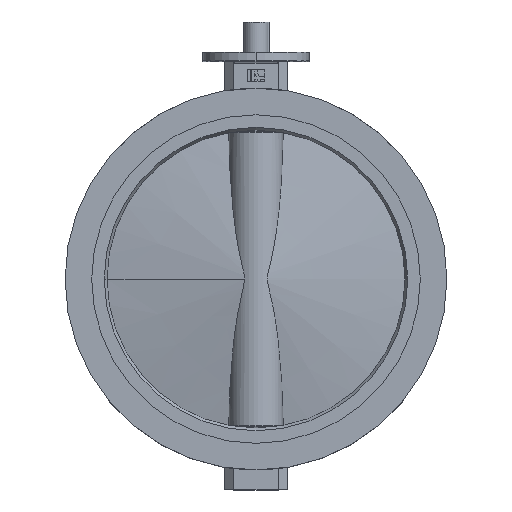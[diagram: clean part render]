
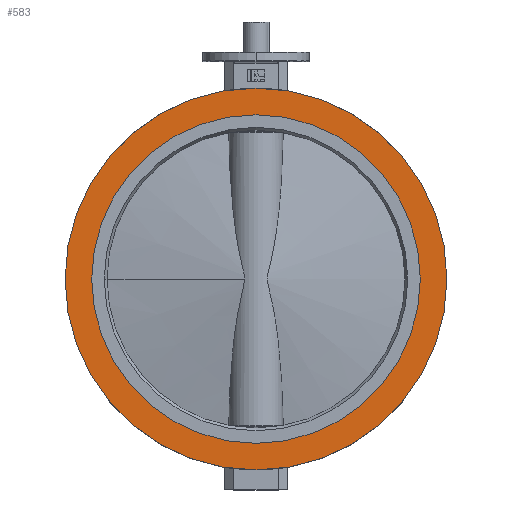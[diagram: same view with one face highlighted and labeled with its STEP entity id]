
A CAD part, top view. The second image highlights one B-rep face of the part: STEP entity #583.
In plain terms, the highlighted planar face has unit normal (0, 0, 1).
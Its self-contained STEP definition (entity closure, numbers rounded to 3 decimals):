
#500 = AXIS2_PLACEMENT_3D ( 'NONE', #5709, #5710, #5711 ) ;
#520 = AXIS2_PLACEMENT_3D ( 'NONE', #3842, #3843, #3844 ) ;
#583 = ADVANCED_FACE ( 'NONE', ( #4290, #4295 ), #3564, .F. ) ;
#721 = VERTEX_POINT ( 'NONE', #4852 ) ;
#751 = EDGE_LOOP ( 'NONE', ( #2431, #2432 ) ) ;
#756 = EDGE_LOOP ( 'NONE', ( #2429, #2430 ) ) ;
#1474 = AXIS2_PLACEMENT_3D ( 'NONE', #3569, #3567, #3562 ) ;
#1932 = EDGE_CURVE ( 'NONE', #721, #2359, #2577, .T. ) ;
#2039 = EDGE_CURVE ( 'NONE', #2359, #721, #2775, .T. ) ;
#2274 = VERTEX_POINT ( 'NONE', #3941 ) ;
#2298 = VERTEX_POINT ( 'NONE', #3970 ) ;
#2359 = VERTEX_POINT ( 'NONE', #4031 ) ;
#2429 = ORIENTED_EDGE ( 'NONE', *, *, #1932, .T. ) ;
#2430 = ORIENTED_EDGE ( 'NONE', *, *, #2039, .T. ) ;
#2431 = ORIENTED_EDGE ( 'NONE', *, *, #6251, .T. ) ;
#2432 = ORIENTED_EDGE ( 'NONE', *, *, #6287, .T. ) ;
#2577 = CIRCLE ( 'NONE', #500, 540. ) ;
#2775 = CIRCLE ( 'NONE', #520, 540. ) ;
#2940 = CIRCLE ( 'NONE', #5763, 627.5 ) ;
#3153 = CARTESIAN_POINT ( 'NONE',  ( 0., 0., 109. ) ) ;
#3154 = DIRECTION ( 'NONE',  ( 0., 0., 1. ) ) ;
#3155 = DIRECTION ( 'NONE',  ( 1., 0., 0. ) ) ;
#3246 = CARTESIAN_POINT ( 'NONE',  ( 0., 0., 109. ) ) ;
#3247 = DIRECTION ( 'NONE',  ( 0., 0., 1. ) ) ;
#3248 = DIRECTION ( 'NONE',  ( 1., 0., 0. ) ) ;
#3562 = DIRECTION ( 'NONE',  ( -1., 0., 0. ) ) ;
#3564 = PLANE ( 'NONE',  #1474 ) ;
#3567 = DIRECTION ( 'NONE',  ( 0., 0., -1. ) ) ;
#3569 = CARTESIAN_POINT ( 'NONE',  ( 574.718, -30., 109. ) ) ;
#3842 = CARTESIAN_POINT ( 'NONE',  ( 0., 0., 109. ) ) ;
#3843 = DIRECTION ( 'NONE',  ( 0., 0., -1. ) ) ;
#3844 = DIRECTION ( 'NONE',  ( -1., 0., 0. ) ) ;
#3941 = CARTESIAN_POINT ( 'NONE',  ( -627.5, 0., 109. ) ) ;
#3970 = CARTESIAN_POINT ( 'NONE',  ( 627.5, 0., 109. ) ) ;
#4031 = CARTESIAN_POINT ( 'NONE',  ( -540., 0., 109. ) ) ;
#4290 = FACE_BOUND ( 'NONE', #756, .T. ) ;
#4295 = FACE_OUTER_BOUND ( 'NONE', #751, .T. ) ;
#4852 = CARTESIAN_POINT ( 'NONE',  ( 540., 0., 109. ) ) ;
#5709 = CARTESIAN_POINT ( 'NONE',  ( 0., 0., 109. ) ) ;
#5710 = DIRECTION ( 'NONE',  ( 0., 0., -1. ) ) ;
#5711 = DIRECTION ( 'NONE',  ( -1., 0., 0. ) ) ;
#5763 = AXIS2_PLACEMENT_3D ( 'NONE', #3153, #3154, #3155 ) ;
#5769 = AXIS2_PLACEMENT_3D ( 'NONE', #3246, #3247, #3248 ) ;
#5830 = CIRCLE ( 'NONE', #5769, 627.5 ) ;
#6251 = EDGE_CURVE ( 'NONE', #2274, #2298, #2940, .T. ) ;
#6287 = EDGE_CURVE ( 'NONE', #2298, #2274, #5830, .T. ) ;
